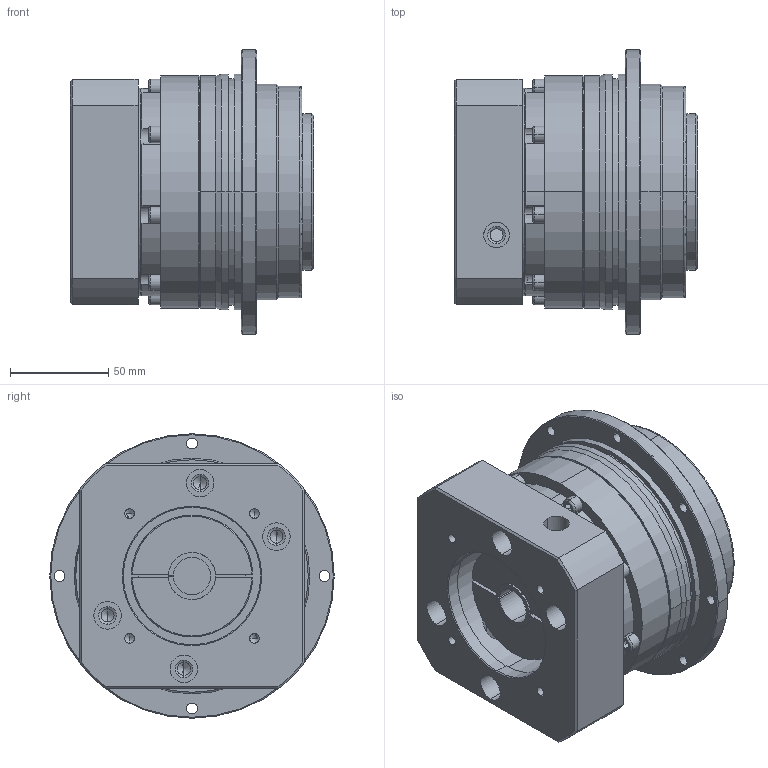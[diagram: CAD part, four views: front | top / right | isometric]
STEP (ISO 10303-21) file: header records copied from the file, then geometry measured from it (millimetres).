
FILE_DESCRIPTION (( 'STEP AP214' ), '1' );
FILE_NAME ('SD110-L1-19-70-90-M5-M6.STEP', '2022-02-19T09:08:36', ( 'admin' ), ( '' ), 'SwSTEP 2.0', 'SolidWorks 2013', '' );
FILE_SCHEMA (( 'AUTOMOTIVE_DESIGN' ));
Length unit declared in the file: millimetre
Products named in the file (5): SD110-L1; PB115-70-90M6; 22-19_X2_8F6C63625957_X0_; PB115_X2_58F34F537AEF_X0_; SD110-L1-19-70-90-M5-M6
Assembly tree (4 placements, depth 2):
  SD110-L1-19-70-90-M5-M6
    PB115_X2_58F34F537AEF_X0_
    22-19_X2_8F6C63625957_X0_
    PB115-70-90M6
    SD110-L1
Bounding box: 124 x 145 x 145 mm (x, y, z)
Volume: 1199786 mm3; surface area: 169044.3 mm2
Topology: 4 solids, 4 shells, 573 faces, 1391 edges, 834 vertices
Faces by surface type: cylinder 251, cone 176, plane 121, bspline 25
Entity records: 23817 total; most frequent: CARTESIAN_POINT 3961, DIRECTION 2986, ORIENTED_EDGE 2630, EDGE_CURVE 1315, AXIS2_PLACEMENT_3D 1193, VERTEX_POINT 834, EDGE_LOOP 695, CIRCLE 638
